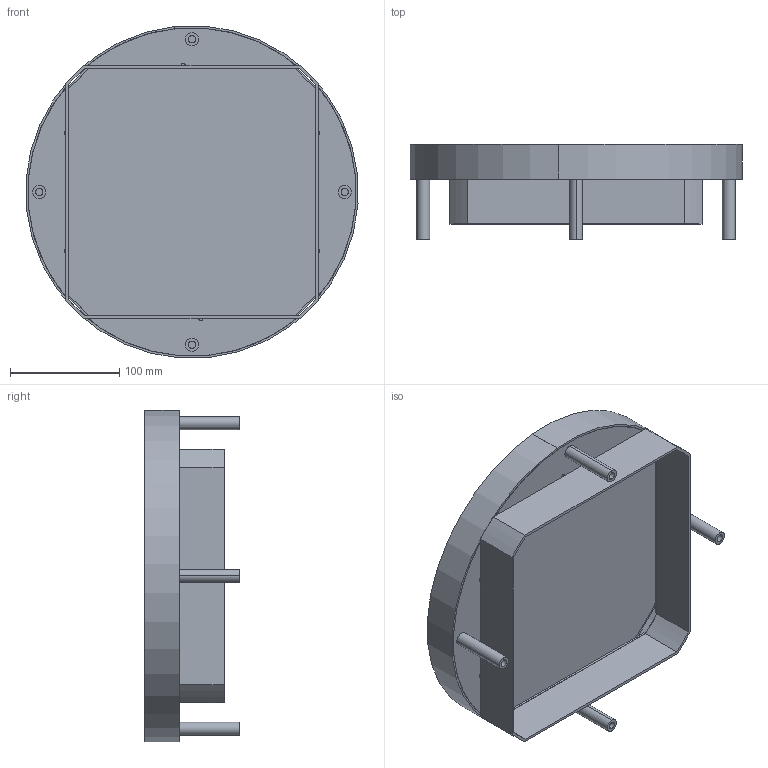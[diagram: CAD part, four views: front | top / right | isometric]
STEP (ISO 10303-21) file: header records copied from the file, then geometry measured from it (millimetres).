
FILE_DESCRIPTION((''),'2;1');
FILE_NAME('T-00983_ASM','2022-10-20T11:35:29',('letterg'),(''),'CREO PARAMETRIC BY PTC INC, 2022024','CREO PARAMETRIC BY PTC INC, 2022024','');
FILE_SCHEMA(('AUTOMOTIVE_DESIGN { 1 0 10303 214 1 1 1 1 }'));
Length unit declared in the file: millimetre
Products named in the file (13): T-00736; T-00737; T-00738; T-00739; T-00777_ASM; U09001; T-00625; T-00847_ASM; T-00732; T-00734; T-00770_ASM; T-00912_ASM; T-00983_ASM
Assembly tree (16 placements, depth 4):
  T-00983_ASM
    T-00847_ASM
      T-00777_ASM
        T-00736
        T-00737
        T-00738  x2
        T-00739
      U09001  x4
      T-00625
    T-00912_ASM
      T-00770_ASM
        T-00732
        T-00734
Bounding box: 304.26 x 87 x 304.26 mm (x, y, z)
Volume: 391162.2 mm3; surface area: 392771.7 mm2
Topology: 12 solids, 12 shells, 138 faces, 318 edges, 212 vertices
Faces by surface type: cylinder 72, plane 66
Full cylindrical faces by diameter (mm): 301 x1, 305 x1
Entity records: 3610 total; most frequent: DIRECTION 544, CARTESIAN_POINT 506, ORIENTED_EDGE 408, COLOUR_RGB 218, AXIS2_PLACEMENT_3D 211, EDGE_CURVE 204, VERTEX_POINT 136, VECTOR 122
